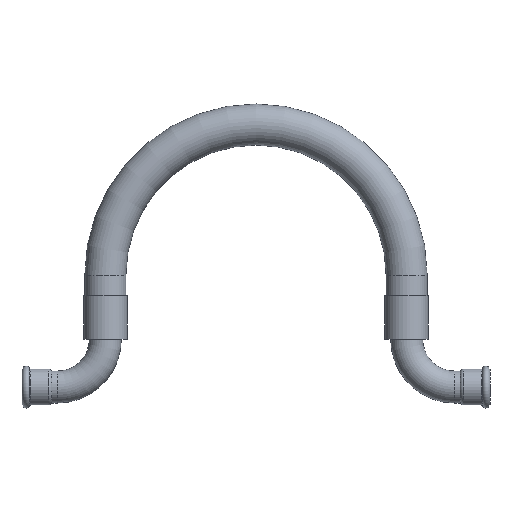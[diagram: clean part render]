
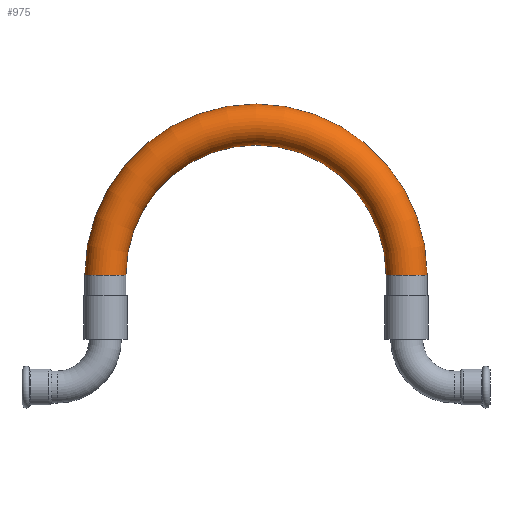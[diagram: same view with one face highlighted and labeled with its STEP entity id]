
A CAD part, top view. The second image highlights one B-rep face of the part: STEP entity #975.
In plain terms, the highlighted toroidal (fillet/blend) face has major radius 132 mm and minor radius 18 mm.
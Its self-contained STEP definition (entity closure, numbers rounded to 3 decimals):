
#46=TOROIDAL_SURFACE('',#1170,132.,18.);
#89=FACE_OUTER_BOUND('',#137,.T.);
#137=EDGE_LOOP('',(#896,#897,#898,#899,#900,#901));
#306=CIRCLE('',#1149,18.);
#307=CIRCLE('',#1150,18.);
#315=CIRCLE('',#1163,18.);
#316=CIRCLE('',#1164,18.);
#320=CIRCLE('',#1171,114.);
#424=VERTEX_POINT('',#1833);
#425=VERTEX_POINT('',#1835);
#433=VERTEX_POINT('',#1859);
#434=VERTEX_POINT('',#1861);
#575=EDGE_CURVE('',#425,#424,#306,.T.);
#576=EDGE_CURVE('',#424,#425,#307,.T.);
#587=EDGE_CURVE('',#433,#434,#315,.T.);
#588=EDGE_CURVE('',#434,#433,#316,.T.);
#593=EDGE_CURVE('',#434,#425,#320,.T.);
#896=ORIENTED_EDGE('',*,*,#587,.F.);
#897=ORIENTED_EDGE('',*,*,#588,.F.);
#898=ORIENTED_EDGE('',*,*,#593,.T.);
#899=ORIENTED_EDGE('',*,*,#575,.T.);
#900=ORIENTED_EDGE('',*,*,#576,.T.);
#901=ORIENTED_EDGE('',*,*,#593,.F.);
#975=ADVANCED_FACE('',(#89),#46,.T.);
#1149=AXIS2_PLACEMENT_3D('',#1836,#1500,#1501);
#1150=AXIS2_PLACEMENT_3D('',#1837,#1502,#1503);
#1163=AXIS2_PLACEMENT_3D('',#1862,#1531,#1532);
#1164=AXIS2_PLACEMENT_3D('',#1863,#1533,#1534);
#1170=AXIS2_PLACEMENT_3D('',#1872,#1546,#1547);
#1171=AXIS2_PLACEMENT_3D('',#1873,#1548,#1549);
#1500=DIRECTION('center_axis',(0.,1.,0.));
#1501=DIRECTION('ref_axis',(1.,0.,0.));
#1502=DIRECTION('center_axis',(0.,1.,0.));
#1503=DIRECTION('ref_axis',(1.,0.,0.));
#1531=DIRECTION('center_axis',(0.,-1.,0.));
#1532=DIRECTION('ref_axis',(-1.,0.,0.));
#1533=DIRECTION('center_axis',(0.,-1.,0.));
#1534=DIRECTION('ref_axis',(-1.,0.,0.));
#1546=DIRECTION('center_axis',(0.,0.,-1.));
#1547=DIRECTION('ref_axis',(-1.,0.,0.));
#1548=DIRECTION('center_axis',(0.,0.,1.));
#1549=DIRECTION('ref_axis',(-1.,0.,0.));
#1833=CARTESIAN_POINT('',(-150.,98.,0.));
#1835=CARTESIAN_POINT('',(-114.,98.,0.));
#1836=CARTESIAN_POINT('Origin',(-132.,98.,0.));
#1837=CARTESIAN_POINT('Origin',(-132.,98.,0.));
#1859=CARTESIAN_POINT('',(150.,98.,0.));
#1861=CARTESIAN_POINT('',(114.,98.,0.));
#1862=CARTESIAN_POINT('Origin',(132.,98.,0.));
#1863=CARTESIAN_POINT('Origin',(132.,98.,0.));
#1872=CARTESIAN_POINT('Origin',(0.,98.,0.));
#1873=CARTESIAN_POINT('Origin',(0.,98.,0.));
